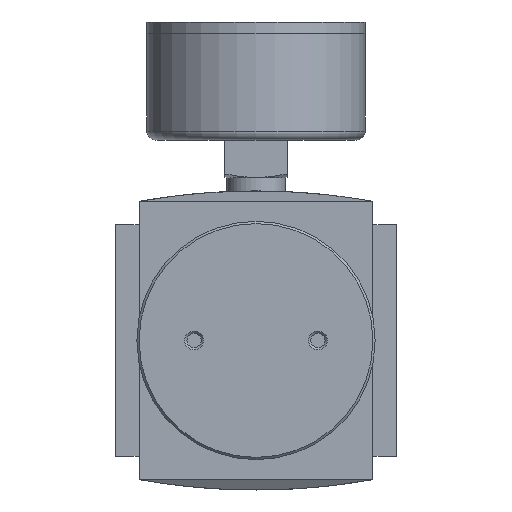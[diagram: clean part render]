
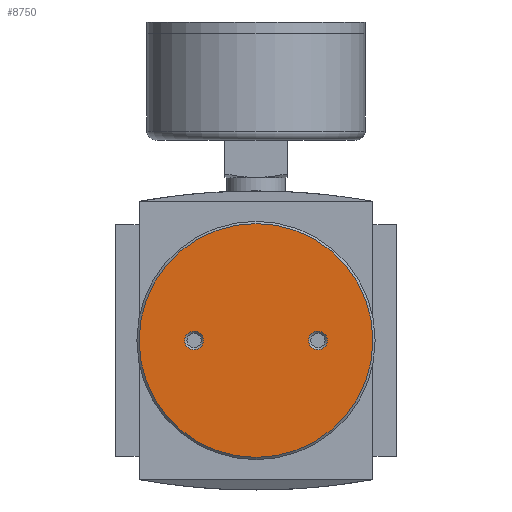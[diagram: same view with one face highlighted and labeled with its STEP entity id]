
A CAD part, front view. The second image highlights one B-rep face of the part: STEP entity #8750.
In plain terms, the highlighted planar face has unit normal (0, -1, 0).
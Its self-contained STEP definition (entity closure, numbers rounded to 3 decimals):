
#1680=PLANE('',#9558);
#1870=FACE_BOUND('',#2698,.T.);
#1871=FACE_BOUND('',#2699,.T.);
#2187=FACE_OUTER_BOUND('',#2697,.T.);
#2697=EDGE_LOOP('',(#6792));
#2698=EDGE_LOOP('',(#6793));
#2699=EDGE_LOOP('',(#6794));
#3255=CIRCLE('',#9541,2.1);
#3258=CIRCLE('',#9547,2.1);
#3263=CIRCLE('',#9557,26.25);
#3817=VERTEX_POINT('',#15443);
#3820=VERTEX_POINT('',#15452);
#3825=VERTEX_POINT('',#15467);
#4870=EDGE_CURVE('',#3817,#3817,#3255,.T.);
#4873=EDGE_CURVE('',#3820,#3820,#3258,.T.);
#4878=EDGE_CURVE('',#3825,#3825,#3263,.T.);
#6792=ORIENTED_EDGE('',*,*,#4878,.T.);
#6793=ORIENTED_EDGE('',*,*,#4870,.T.);
#6794=ORIENTED_EDGE('',*,*,#4873,.T.);
#8750=ADVANCED_FACE('',(#2187,#1870,#1871),#1680,.T.);
#9541=AXIS2_PLACEMENT_3D('',#15444,#11263,#11264);
#9547=AXIS2_PLACEMENT_3D('',#15453,#11275,#11276);
#9557=AXIS2_PLACEMENT_3D('',#15468,#11295,#11296);
#9558=AXIS2_PLACEMENT_3D('',#15469,#11297,#11298);
#11263=DIRECTION('center_axis',(0.,1.,0.));
#11264=DIRECTION('ref_axis',(1.,0.,0.));
#11275=DIRECTION('center_axis',(0.,1.,0.));
#11276=DIRECTION('ref_axis',(1.,0.,0.));
#11295=DIRECTION('center_axis',(0.,-1.,0.));
#11296=DIRECTION('ref_axis',(1.,0.,0.));
#11297=DIRECTION('center_axis',(0.,-1.,0.));
#11298=DIRECTION('ref_axis',(0.,0.,-1.));
#15443=CARTESIAN_POINT('',(16.,-40.,0.));
#15444=CARTESIAN_POINT('Origin',(13.9,-40.,0.));
#15452=CARTESIAN_POINT('',(-11.8,-40.,0.));
#15453=CARTESIAN_POINT('Origin',(-13.9,-40.,0.));
#15467=CARTESIAN_POINT('',(26.25,-40.,0.));
#15468=CARTESIAN_POINT('Origin',(0.,-40.,0.));
#15469=CARTESIAN_POINT('Origin',(13.125,-40.,0.));
